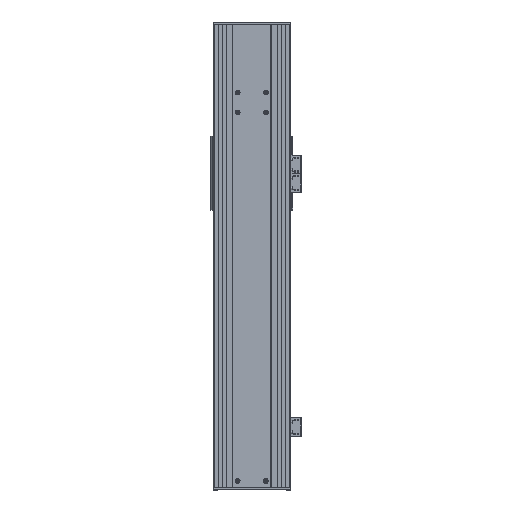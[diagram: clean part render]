
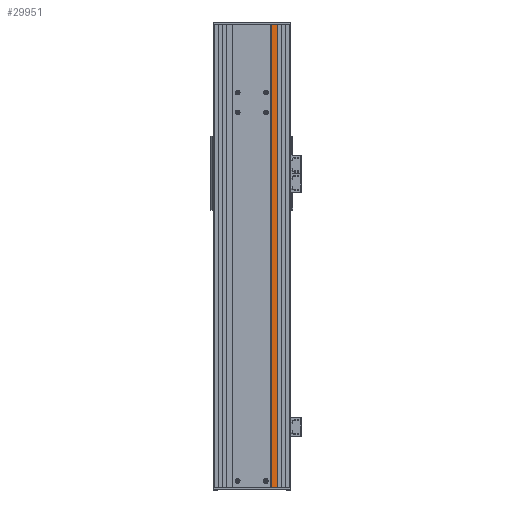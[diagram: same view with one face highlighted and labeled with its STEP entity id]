
A CAD part, front view. The second image highlights one B-rep face of the part: STEP entity #29951.
In plain terms, the highlighted planar face has unit normal (0, -1, 0).
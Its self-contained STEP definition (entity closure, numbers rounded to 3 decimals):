
#1724 = ORIENTED_EDGE ( 'NONE', *, *, #31032, .F. ) ;
#2668 = VERTEX_POINT ( 'NONE', #51486 ) ;
#4171 = FACE_OUTER_BOUND ( 'NONE', #44556, .T. ) ;
#4177 = DIRECTION ( 'NONE',  ( 1., 0., 0. ) ) ;
#5032 = VERTEX_POINT ( 'NONE', #54231 ) ;
#5673 = DIRECTION ( 'NONE',  ( 0., 0., 1. ) ) ;
#8842 = CARTESIAN_POINT ( 'NONE',  ( 39.5, -2., -935. ) ) ;
#10069 = ORIENTED_EDGE ( 'NONE', *, *, #48287, .F. ) ;
#15785 = ORIENTED_EDGE ( 'NONE', *, *, #57221, .T. ) ;
#18979 = DIRECTION ( 'NONE',  ( 1., 0., 0. ) ) ;
#19873 = DIRECTION ( 'NONE',  ( 0., -1., 0. ) ) ;
#20692 = CARTESIAN_POINT ( 'NONE',  ( 39.5, -2., -935. ) ) ;
#22242 = AXIS2_PLACEMENT_3D ( 'NONE', #8842, #19873, #58364 ) ;
#26756 = CARTESIAN_POINT ( 'NONE',  ( 52., -2., -935. ) ) ;
#27550 = CARTESIAN_POINT ( 'NONE',  ( 52., -2., -935. ) ) ;
#28822 = CARTESIAN_POINT ( 'NONE',  ( 39.5, -2., -935. ) ) ;
#29951 = ADVANCED_FACE ( 'NONE', ( #4171 ), #52806, .T. ) ;
#30271 = LINE ( 'NONE', #20692, #43190 ) ;
#30826 = CARTESIAN_POINT ( 'NONE',  ( 39.5, -2., -935. ) ) ;
#31032 = EDGE_CURVE ( 'NONE', #2668, #5032, #42673, .T. ) ;
#31505 = VECTOR ( 'NONE', #18979, 1000. ) ;
#38297 = VECTOR ( 'NONE', #5673, 1000. ) ;
#42673 = LINE ( 'NONE', #51898, #31505 ) ;
#42994 = EDGE_CURVE ( 'NONE', #51400, #5032, #52913, .T. ) ;
#43190 = VECTOR ( 'NONE', #4177, 1000. ) ;
#43382 = ORIENTED_EDGE ( 'NONE', *, *, #42994, .T. ) ;
#44556 = EDGE_LOOP ( 'NONE', ( #1724, #10069, #15785, #43382 ) ) ;
#48287 = EDGE_CURVE ( 'NONE', #63281, #2668, #58419, .T. ) ;
#51400 = VERTEX_POINT ( 'NONE', #26756 ) ;
#51486 = CARTESIAN_POINT ( 'NONE',  ( 39.5, -2., 0. ) ) ;
#51898 = CARTESIAN_POINT ( 'NONE',  ( 39.5, -2., 0. ) ) ;
#52806 = PLANE ( 'NONE',  #22242 ) ;
#52913 = LINE ( 'NONE', #27550, #38297 ) ;
#54231 = CARTESIAN_POINT ( 'NONE',  ( 52., -2., 0. ) ) ;
#57221 = EDGE_CURVE ( 'NONE', #63281, #51400, #30271, .T. ) ;
#58211 = DIRECTION ( 'NONE',  ( 0., 0., 1. ) ) ;
#58364 = DIRECTION ( 'NONE',  ( 0., 0., -1. ) ) ;
#58419 = LINE ( 'NONE', #30826, #71351 ) ;
#63281 = VERTEX_POINT ( 'NONE', #28822 ) ;
#71351 = VECTOR ( 'NONE', #58211, 1000. ) ;
